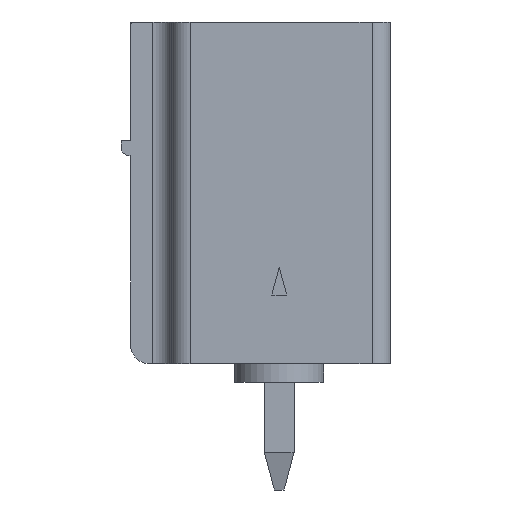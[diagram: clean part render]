
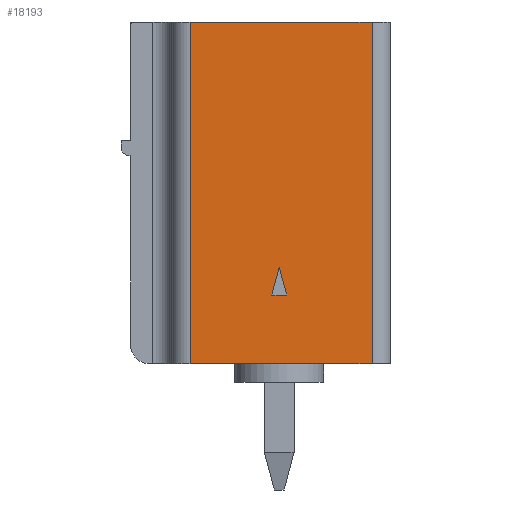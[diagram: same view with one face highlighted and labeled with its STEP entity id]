
A CAD part, left-side view. The second image highlights one B-rep face of the part: STEP entity #18193.
In plain terms, the highlighted planar face has unit normal (-1, 0, 0).
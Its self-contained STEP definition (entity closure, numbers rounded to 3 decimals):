
#1426 = VERTEX_POINT('',#1427);
#1427 = CARTESIAN_POINT('',(-22.65,0.,2.6));
#1433 = EDGE_CURVE('',#1426,#1434,#1436,.T.);
#1434 = VERTEX_POINT('',#1435);
#1435 = CARTESIAN_POINT('',(-22.65,0.201,1.85));
#1436 = LINE('',#1437,#1438);
#1437 = CARTESIAN_POINT('',(-22.65,0.697,0.)
  );
#1438 = VECTOR('',#1439,1.);
#1439 = DIRECTION('',(0.,0.259,-0.966
    ));
#1503 = EDGE_CURVE('',#1504,#1426,#1506,.T.);
#1504 = VERTEX_POINT('',#1505);
#1505 = CARTESIAN_POINT('',(-22.65,-0.201,1.85));
#1506 = LINE('',#1507,#1508);
#1507 = CARTESIAN_POINT('',(-22.65,-0.697,0.)
  );
#1508 = VECTOR('',#1509,1.);
#1509 = DIRECTION('',(0.,0.259,0.966
    ));
#2123 = EDGE_CURVE('',#1434,#1504,#2124,.T.);
#2124 = LINE('',#2125,#2126);
#2125 = CARTESIAN_POINT('',(-22.65,-3.,1.85));
#2126 = VECTOR('',#2127,1.);
#2127 = DIRECTION('',(0.,-1.,0.));
#13365 = VERTEX_POINT('',#13366);
#13366 = CARTESIAN_POINT('',(-22.65,2.4,9.2));
#13373 = EDGE_CURVE('',#13365,#13374,#13376,.T.);
#13374 = VERTEX_POINT('',#13375);
#13375 = CARTESIAN_POINT('',(-22.65,-2.5,9.2));
#13376 = LINE('',#13377,#13378);
#13377 = CARTESIAN_POINT('',(-22.65,-3.,9.2));
#13378 = VECTOR('',#13379,1.);
#13379 = DIRECTION('',(0.,-1.,0.));
#16050 = VERTEX_POINT('',#16051);
#16051 = CARTESIAN_POINT('',(-22.65,-2.5,0.));
#16058 = EDGE_CURVE('',#16050,#16059,#16061,.T.);
#16059 = VERTEX_POINT('',#16060);
#16060 = CARTESIAN_POINT('',(-22.65,2.4,0.));
#16061 = LINE('',#16062,#16063);
#16062 = CARTESIAN_POINT('',(-22.65,-3.,0.));
#16063 = VECTOR('',#16064,1.);
#16064 = DIRECTION('',(0.,1.,0.));
#18193 = ADVANCED_FACE('',(#18194,#18210),#18215,.T.);
#18194 = FACE_BOUND('',#18195,.T.);
#18195 = EDGE_LOOP('',(#18196,#18202,#18203,#18209));
#18196 = ORIENTED_EDGE('',*,*,#18197,.F.);
#18197 = EDGE_CURVE('',#16059,#13365,#18198,.T.);
#18198 = LINE('',#18199,#18200);
#18199 = CARTESIAN_POINT('',(-22.65,2.4,0.));
#18200 = VECTOR('',#18201,1.);
#18201 = DIRECTION('',(0.,0.,1.));
#18202 = ORIENTED_EDGE('',*,*,#16058,.F.);
#18203 = ORIENTED_EDGE('',*,*,#18204,.T.);
#18204 = EDGE_CURVE('',#16050,#13374,#18205,.T.);
#18205 = LINE('',#18206,#18207);
#18206 = CARTESIAN_POINT('',(-22.65,-2.5,0.));
#18207 = VECTOR('',#18208,1.);
#18208 = DIRECTION('',(0.,0.,1.));
#18209 = ORIENTED_EDGE('',*,*,#13373,.F.);
#18210 = FACE_BOUND('',#18211,.T.);
#18211 = EDGE_LOOP('',(#18212,#18213,#18214));
#18212 = ORIENTED_EDGE('',*,*,#1433,.F.);
#18213 = ORIENTED_EDGE('',*,*,#1503,.F.);
#18214 = ORIENTED_EDGE('',*,*,#2123,.F.);
#18215 = PLANE('',#18216);
#18216 = AXIS2_PLACEMENT_3D('',#18217,#18218,#18219);
#18217 = CARTESIAN_POINT('',(-22.65,-3.,0.));
#18218 = DIRECTION('',(-1.,0.,0.));
#18219 = DIRECTION('',(0.,0.,1.));
